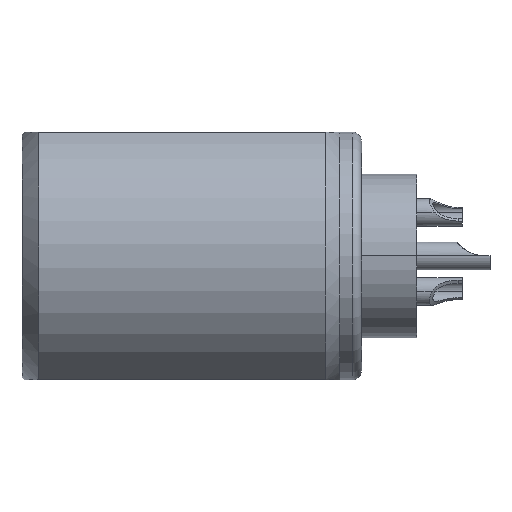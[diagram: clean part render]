
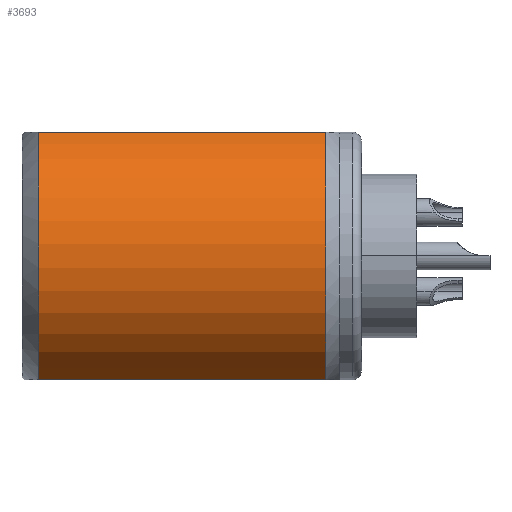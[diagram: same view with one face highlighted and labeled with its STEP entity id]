
A CAD part, top view. The second image highlights one B-rep face of the part: STEP entity #3693.
In plain terms, the highlighted cylindrical face has radius 7.5 mm (diameter 15 mm), a partial arc.
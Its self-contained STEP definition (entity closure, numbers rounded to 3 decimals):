
#379=CARTESIAN_POINT('',(3.55,6.75,3.269));
#398=CARTESIAN_POINT('',(3.55,-6.75,3.269));
#483=CARTESIAN_POINT('',(-12.1,0.,0.));
#484=DIRECTION('',(1.,0.,0.));
#485=DIRECTION('',(0.,0.9,0.436));
#486=AXIS2_PLACEMENT_3D('',#483,#484,#485);
#1067=DIRECTION('',(1.,0.,0.));
#1068=VECTOR('',#1067,15.65);
#1069=CARTESIAN_POINT('',(-12.1,-6.75,3.269));
#1070=LINE('',#1069,#1068);
#1074=DIRECTION('',(1.,0.,0.));
#1075=VECTOR('',#1074,15.65);
#1076=CARTESIAN_POINT('',(-12.1,6.75,3.269));
#1077=LINE('',#1076,#1075);
#1081=CARTESIAN_POINT('',(3.55,0.,0.));
#1082=DIRECTION('',(1.,0.,0.));
#1083=DIRECTION('',(0.,0.9,0.436));
#1084=AXIS2_PLACEMENT_3D('',#1081,#1082,#1083);
#2070=VERTEX_POINT('',#379);
#2072=VERTEX_POINT('',#398);
#2074=CARTESIAN_POINT('',(-12.1,-6.75,3.269));
#2075=VERTEX_POINT('',#2074);
#2084=CARTESIAN_POINT('',(-12.1,6.75,3.269));
#2085=VERTEX_POINT('',#2084);
#3682=CARTESIAN_POINT('',(-13.925,0.,0.));
#3683=DIRECTION('',(1.,0.,0.));
#3684=DIRECTION('',(0.,-1.,0.));
#3685=AXIS2_PLACEMENT_3D('',#3682,#3683,#3684);
#3686=CYLINDRICAL_SURFACE('',#3685,7.5);
#3687=ORIENTED_EDGE('',*,*,#2769,.F.);
#3688=ORIENTED_EDGE('',*,*,#2816,.F.);
#3689=ORIENTED_EDGE('',*,*,#2692,.T.);
#3690=ORIENTED_EDGE('',*,*,#2726,.T.);
#3691=EDGE_LOOP('',(#3687,#3688,#3689,#3690));
#3692=FACE_OUTER_BOUND('',#3691,.F.);
#487=CIRCLE('',#486,7.5);
#1085=CIRCLE('',#1084,7.5);
#2692=EDGE_CURVE('',#2085,#2070,#1077,.T.);
#2726=EDGE_CURVE('',#2070,#2072,#1085,.T.);
#2769=EDGE_CURVE('',#2075,#2072,#1070,.T.);
#2816=EDGE_CURVE('',#2085,#2075,#487,.T.);
#3693=ADVANCED_FACE('',(#3692),#3686,.T.);
